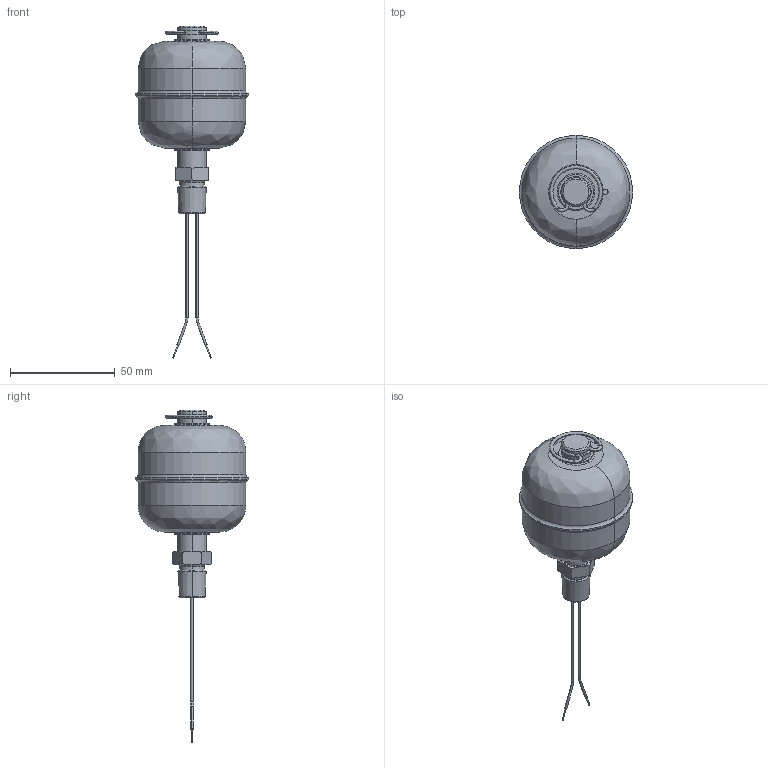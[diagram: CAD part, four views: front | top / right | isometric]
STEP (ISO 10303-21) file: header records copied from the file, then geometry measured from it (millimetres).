
FILE_DESCRIPTION (( 'STEP AP214' ), '1' );
FILE_NAME ('ADM5917 nc fxt.STEP', '2022-03-22T20:44:19', ( '' ), ( '' ), 'SwSTEP 2.0', 'SolidWorks 2021', '' );
FILE_SCHEMA (( 'AUTOMOTIVE_DESIGN' ));
Length unit declared in the file: inch
Products named in the file (1): ADM5917 nc fxt
Bounding box: 53.98 x 53.98 x 158.27 mm (x, y, z)
Volume: 95862.1 mm3; surface area: 21058.6 mm2
Topology: 7 solids, 7 shells, 120 faces, 260 edges, 160 vertices
Faces by surface type: cylinder 44, plane 30, bspline 28, cone 18
Entity records: 5917 total; most frequent: CARTESIAN_POINT 3339, DIRECTION 516, ORIENTED_EDGE 508, EDGE_CURVE 254, AXIS2_PLACEMENT_3D 224, VERTEX_POINT 160, EDGE_LOOP 134, CIRCLE 131
